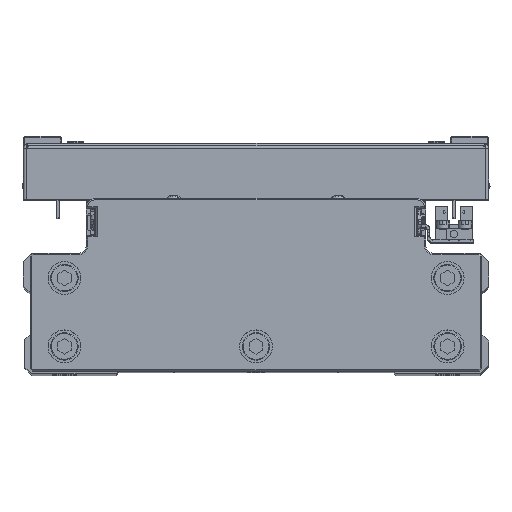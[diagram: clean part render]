
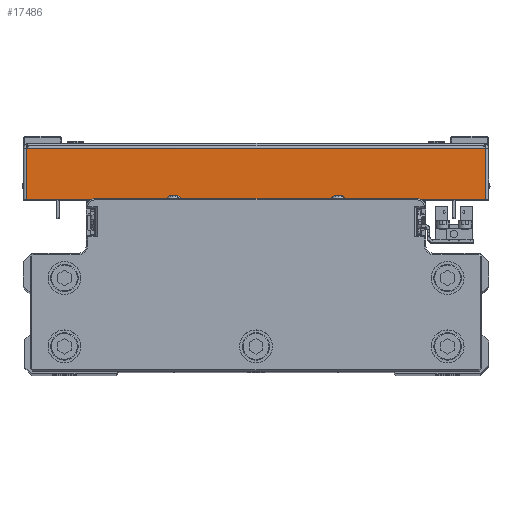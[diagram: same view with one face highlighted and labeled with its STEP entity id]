
A CAD part, top view. The second image highlights one B-rep face of the part: STEP entity #17486.
In plain terms, the highlighted face is planar.
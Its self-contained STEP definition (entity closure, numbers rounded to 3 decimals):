
#506 = VECTOR ( 'NONE', #3652, 1000. ) ;
#3652 = DIRECTION ( 'NONE',  ( 0., 0., 1. ) ) ;
#4171 = CARTESIAN_POINT ( 'NONE',  ( 110., 1., 83.929 ) ) ;
#6000 = DIRECTION ( 'NONE',  ( -1., 0., 0. ) ) ;
#6397 = VERTEX_POINT ( 'NONE', #7569 ) ;
#6411 = DIRECTION ( 'NONE',  ( 0., 1., 0. ) ) ;
#6500 = DIRECTION ( 'NONE',  ( 0., 0., 1. ) ) ;
#7258 = EDGE_CURVE ( 'NONE', #6397, #24548, #25732, .T. ) ;
#7569 = CARTESIAN_POINT ( 'NONE',  ( 110., 1., -83.929 ) ) ;
#8710 = DIRECTION ( 'NONE',  ( 0., 1., 0. ) ) ;
#9358 = FACE_OUTER_BOUND ( 'NONE', #16879, .T. ) ;
#9842 = VECTOR ( 'NONE', #6411, 1000. ) ;
#12521 = EDGE_CURVE ( 'NONE', #24548, #42181, #23537, .T. ) ;
#13473 = AXIS2_PLACEMENT_3D ( 'NONE', #36686, #6000, #19671 ) ;
#15714 = CARTESIAN_POINT ( 'NONE',  ( 110., 19.5, -83.929 ) ) ;
#16823 = CARTESIAN_POINT ( 'NONE',  ( 110., 19.5, 83.929 ) ) ;
#16879 = EDGE_LOOP ( 'NONE', ( #40192, #22514, #42665, #20284 ) ) ;
#17486 = ADVANCED_FACE ( 'NONE', ( #9358 ), #23025, .F. ) ;
#19327 = VERTEX_POINT ( 'NONE', #4171 ) ;
#19671 = DIRECTION ( 'NONE',  ( 0., -1., 0. ) ) ;
#20284 = ORIENTED_EDGE ( 'NONE', *, *, #41229, .F. ) ;
#20679 = LINE ( 'NONE', #34340, #506 ) ;
#22514 = ORIENTED_EDGE ( 'NONE', *, *, #7258, .T. ) ;
#23025 = PLANE ( 'NONE',  #13473 ) ;
#23448 = LINE ( 'NONE', #37105, #9842 ) ;
#23537 = LINE ( 'NONE', #37195, #32278 ) ;
#24548 = VERTEX_POINT ( 'NONE', #15714 ) ;
#25732 = LINE ( 'NONE', #39409, #26274 ) ;
#26274 = VECTOR ( 'NONE', #8710, 1000. ) ;
#30892 = EDGE_CURVE ( 'NONE', #6397, #19327, #20679, .T. ) ;
#32278 = VECTOR ( 'NONE', #6500, 1000. ) ;
#34340 = CARTESIAN_POINT ( 'NONE',  ( 110., 1., 85. ) ) ;
#36686 = CARTESIAN_POINT ( 'NONE',  ( 110., 0., 0. ) ) ;
#37105 = CARTESIAN_POINT ( 'NONE',  ( 110., 0., 83.929 ) ) ;
#37195 = CARTESIAN_POINT ( 'NONE',  ( 110., 19.5, 0. ) ) ;
#39409 = CARTESIAN_POINT ( 'NONE',  ( 110., 0., -83.929 ) ) ;
#40192 = ORIENTED_EDGE ( 'NONE', *, *, #30892, .F. ) ;
#41229 = EDGE_CURVE ( 'NONE', #19327, #42181, #23448, .T. ) ;
#42181 = VERTEX_POINT ( 'NONE', #16823 ) ;
#42665 = ORIENTED_EDGE ( 'NONE', *, *, #12521, .T. ) ;
